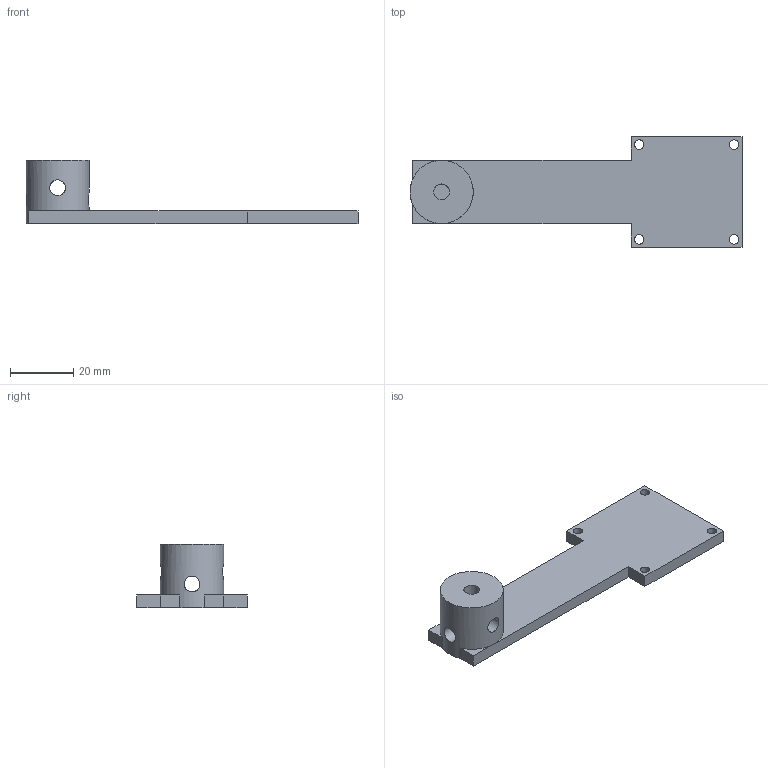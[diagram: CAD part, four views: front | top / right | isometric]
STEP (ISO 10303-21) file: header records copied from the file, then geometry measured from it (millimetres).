
FILE_DESCRIPTION(('FreeCAD Model'),'2;1');
FILE_NAME('CameraTurner.step','2021-03-01T14:04:15',('Author'),(''), 'Open CASCADE STEP processor 7.3','FreeCAD','Unknown');
FILE_SCHEMA(('AUTOMOTIVE_DESIGN { 1 0 10303 214 1 1 1 1 }'));
Length unit declared in the file: millimetre
Products named in the file (1): Pocket003
Bounding box: 105 x 35 x 20 mm (x, y, z)
Volume: 14439.5 mm3; surface area: 8030.9 mm2
Topology: 1 solids, 1 shells, 27 faces, 82 edges, 53 vertices
Faces by surface type: plane 15, cylinder 12
Full cylindrical faces by diameter (mm): 3 x4, 5 x7, 20 x1
Entity records: 4214 total; most frequent: CARTESIAN_POINT 2652, DIRECTION 258, ORIENTED_EDGE 164, PCURVE 164, DEFINITIONAL_REPRESENTATION 164, LINE 137, VECTOR 137, EDGE_CURVE 82
